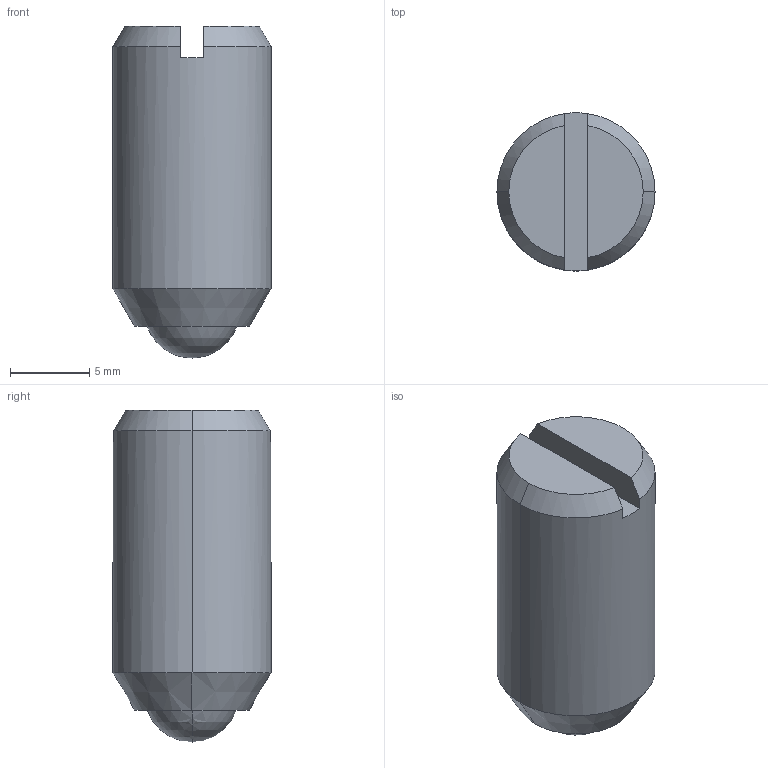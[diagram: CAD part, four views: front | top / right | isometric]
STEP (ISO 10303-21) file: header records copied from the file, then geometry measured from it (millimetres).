
FILE_DESCRIPTION(('STEP AP214'),'1');
FILE_NAME(' ',' ',('TraceParts'),('TraceParts S.A.'),'XStep 1.0',' ',' ');
FILE_SCHEMA(('automotive_design'));
Length unit declared in the file: millimetre
Products named in the file (2): 1; 2
Bounding box: 10 x 10 x 21 mm (x, y, z)
Volume: 1515.9 mm3; surface area: 843.8 mm2
Topology: 2 solids, 2 shells, 16 faces, 38 edges, 22 vertices
Faces by surface type: cone 6, plane 6, sphere 2, cylinder 2
Entity records: 889 total; most frequent: CARTESIAN_POINT 82, DIRECTION 82, STYLED_ITEM 74, PRESENTATION_STYLE_ASSIGNMENT 74, COLOUR_RGB 74, ORIENTED_EDGE 68, EDGE_CURVE 34, AXIS2_PLACEMENT_3D 34
